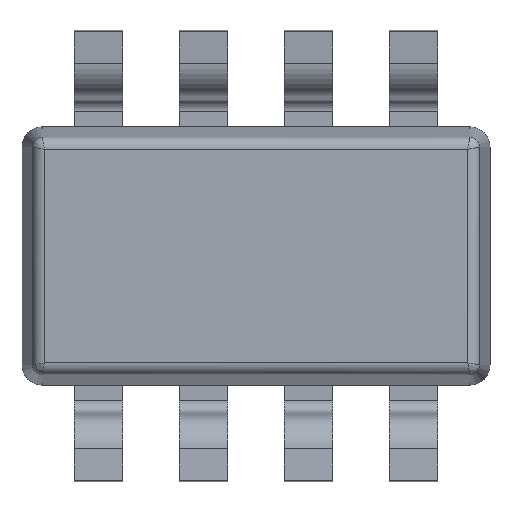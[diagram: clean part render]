
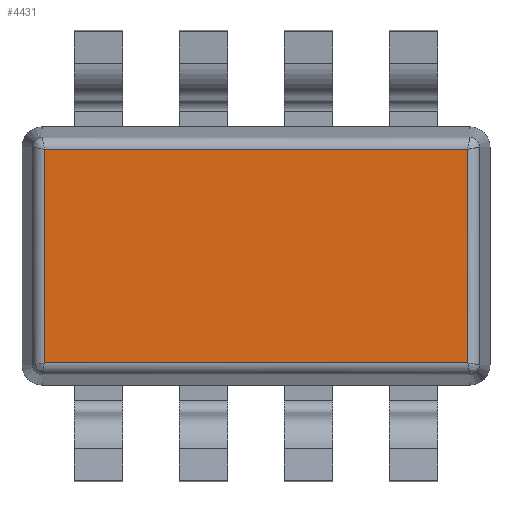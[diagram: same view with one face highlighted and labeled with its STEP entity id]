
A CAD part, front view. The second image highlights one B-rep face of the part: STEP entity #4431.
In plain terms, the highlighted planar face has unit normal (0, -1, 0).
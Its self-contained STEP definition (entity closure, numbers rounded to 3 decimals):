
#301 = VERTEX_POINT ( 'NONE', #2170 ) ;
#314 = EDGE_LOOP ( 'NONE', ( #4525, #5025, #3998, #671 ) ) ;
#597 = CARTESIAN_POINT ( 'NONE',  ( -1.311, 0.1, 0.675 ) ) ;
#663 = DIRECTION ( 'NONE',  ( -1., 0., 0. ) ) ;
#671 = ORIENTED_EDGE ( 'NONE', *, *, #1848, .T. ) ;
#716 = EDGE_CURVE ( 'NONE', #301, #1860, #3444, .T. ) ;
#830 = DIRECTION ( 'NONE',  ( 1., 0., 0. ) ) ;
#1064 = DIRECTION ( 'NONE',  ( 0., 0., -1. ) ) ;
#1393 = LINE ( 'NONE', #597, #1461 ) ;
#1432 = CARTESIAN_POINT ( 'NONE',  ( -1.325, 0.1, 0.675 ) ) ;
#1461 = VECTOR ( 'NONE', #3268, 1000. ) ;
#1593 = CARTESIAN_POINT ( 'NONE',  ( -1.325, 0.1, -0.661 ) ) ;
#1848 = EDGE_CURVE ( 'NONE', #4321, #301, #2296, .T. ) ;
#1860 = VERTEX_POINT ( 'NONE', #4710 ) ;
#1997 = CARTESIAN_POINT ( 'NONE',  ( -1.311, 0.1, 0.661 ) ) ;
#2132 = EDGE_CURVE ( 'NONE', #1860, #2904, #4731, .T. ) ;
#2170 = CARTESIAN_POINT ( 'NONE',  ( 1.311, 0.1, -0.661 ) ) ;
#2296 = LINE ( 'NONE', #1593, #3127 ) ;
#2300 = VECTOR ( 'NONE', #3224, 1000. ) ;
#2904 = VERTEX_POINT ( 'NONE', #1997 ) ;
#3127 = VECTOR ( 'NONE', #830, 1000. ) ;
#3224 = DIRECTION ( 'NONE',  ( 0., 0., 1. ) ) ;
#3268 = DIRECTION ( 'NONE',  ( 0., 0., -1. ) ) ;
#3444 = LINE ( 'NONE', #3954, #2300 ) ;
#3683 = VECTOR ( 'NONE', #663, 1000. ) ;
#3711 = PLANE ( 'NONE',  #4590 ) ;
#3725 = DIRECTION ( 'NONE',  ( 0., -1., 0. ) ) ;
#3954 = CARTESIAN_POINT ( 'NONE',  ( 1.311, 0.1, 0.675 ) ) ;
#3998 = ORIENTED_EDGE ( 'NONE', *, *, #4136, .T. ) ;
#4136 = EDGE_CURVE ( 'NONE', #2904, #4321, #1393, .T. ) ;
#4321 = VERTEX_POINT ( 'NONE', #4483 ) ;
#4431 = ADVANCED_FACE ( 'NONE', ( #4441 ), #3711, .T. ) ;
#4441 = FACE_OUTER_BOUND ( 'NONE', #314, .T. ) ;
#4483 = CARTESIAN_POINT ( 'NONE',  ( -1.311, 0.1, -0.661 ) ) ;
#4499 = CARTESIAN_POINT ( 'NONE',  ( -1.325, 0.1, 0.661 ) ) ;
#4525 = ORIENTED_EDGE ( 'NONE', *, *, #716, .T. ) ;
#4590 = AXIS2_PLACEMENT_3D ( 'NONE', #1432, #3725, #1064 ) ;
#4710 = CARTESIAN_POINT ( 'NONE',  ( 1.311, 0.1, 0.661 ) ) ;
#4731 = LINE ( 'NONE', #4499, #3683 ) ;
#5025 = ORIENTED_EDGE ( 'NONE', *, *, #2132, .T. ) ;
